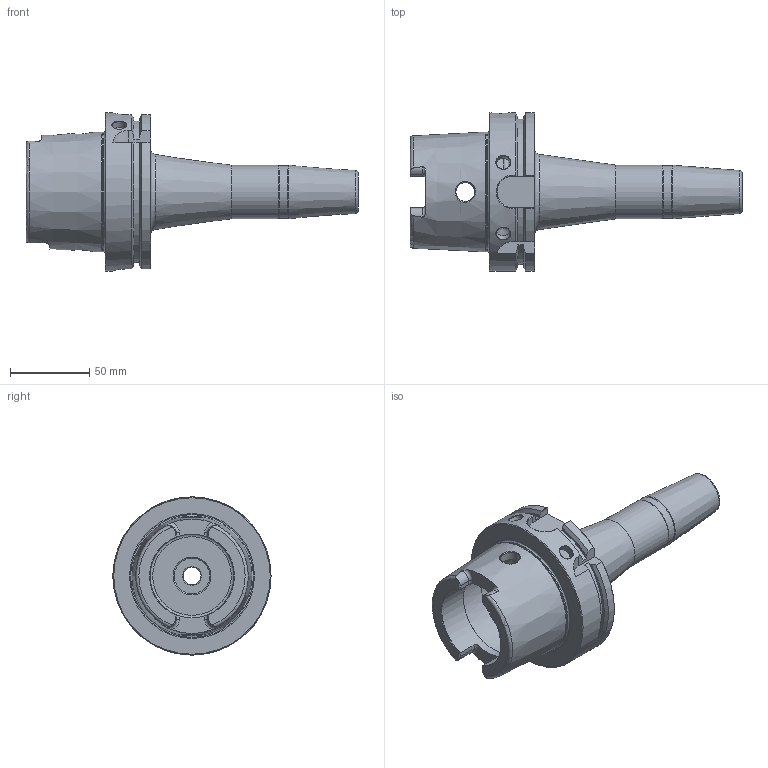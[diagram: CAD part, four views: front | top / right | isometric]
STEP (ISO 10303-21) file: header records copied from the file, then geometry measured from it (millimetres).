
FILE_DESCRIPTION(/* description */ (''),/* implementation_level */ '2;1');
FILE_NAME(/* name */ 'H100A-62SF630-9C.stp',/* time_stamp */ '2020-03-02T07:36:45-05:00',/* author */ ('Spaeth'),/* organization */ (''),/* preprocessor_version */ 'ST-DEVELOPER v17',/* originating_system */ 'Autodesk Inventor 2018',/* authorisation */ '');
FILE_SCHEMA (('AUTOMOTIVE_DESIGN { 1 0 10303 214 3 1 1 }'));
Length unit declared in the file: inch
Products named in the file (1): Part2
Bounding box: 210 x 100 x 100 mm (x, y, z)
Volume: 367990.3 mm3; surface area: 69557.2 mm2
Topology: 1 solids, 1 shells, 154 faces, 442 edges, 294 vertices
Faces by surface type: plane 49, cylinder 43, cone 34, torus 14, bspline 13, sphere 1
Full cylindrical faces by diameter (mm): 3 x2, 3.251 x2, 5 x1, 9 x2, 10 x1, 10.917 x1, 12 x3, 15.845 x1, 16.607 x1, 22.377 x1, 25.016 x1, 33.492 x1, 34 x1, 53 x2, 63 x1, 75.364 x1, 100 x1
Entity records: 6581 total; most frequent: CARTESIAN_POINT 2437, ORIENTED_EDGE 882, DIRECTION 787, EDGE_CURVE 441, AXIS2_PLACEMENT_3D 319, VERTEX_POINT 296, CIRCLE 173, EDGE_LOOP 171
